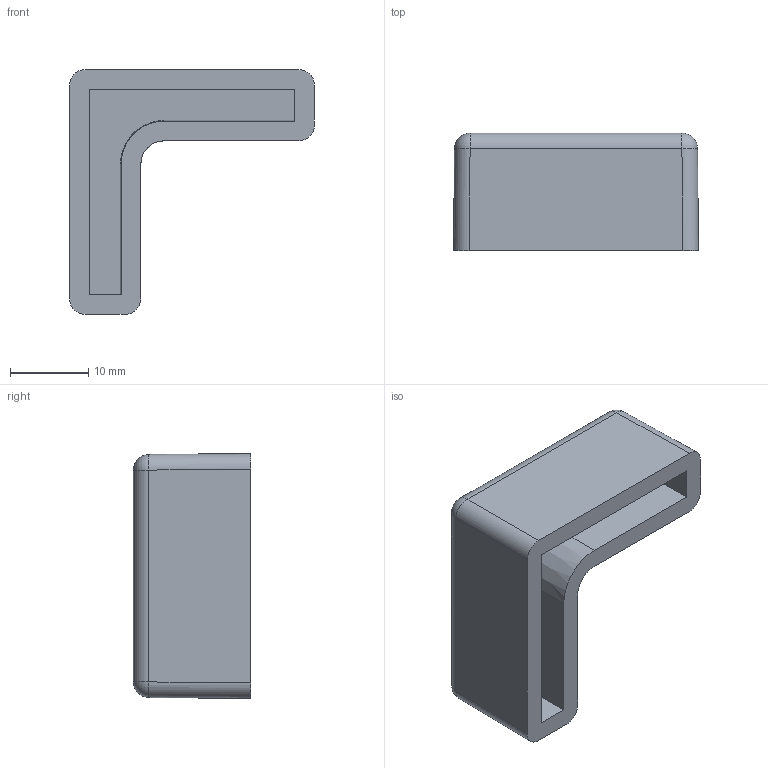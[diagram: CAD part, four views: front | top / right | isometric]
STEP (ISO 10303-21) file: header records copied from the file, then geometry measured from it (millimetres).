
FILE_DESCRIPTION (( 'STEP AP214' ), '1' );
FILE_NAME ('00711-Angle Iron Cap 25x25x5 Blk.STEP', '2019-03-26T20:43:50', ( '' ), ( '' ), 'SwSTEP 2.0', 'SolidWorks 2018', '' );
FILE_SCHEMA (( 'AUTOMOTIVE_DESIGN' ));
Length unit declared in the file: millimetre
Products named in the file (1): 00711-Angle Iron Cap 25x25x5 Blk
Bounding box: 31.3 x 15 x 31.3 mm (x, y, z)
Volume: 4843.3 mm3; surface area: 3771.9 mm2
Topology: 1 solids, 1 shells, 272 faces, 720 edges, 471 vertices
Faces by surface type: plane 162, bspline 91, cylinder 11, sphere 5, cone 2, torus 1
Entity records: 13453 total; most frequent: CARTESIAN_POINT 7325, ORIENTED_EDGE 1430, DIRECTION 914, EDGE_CURVE 715, VECTOR 506, LINE 506, VERTEX_POINT 471, EDGE_LOOP 298
